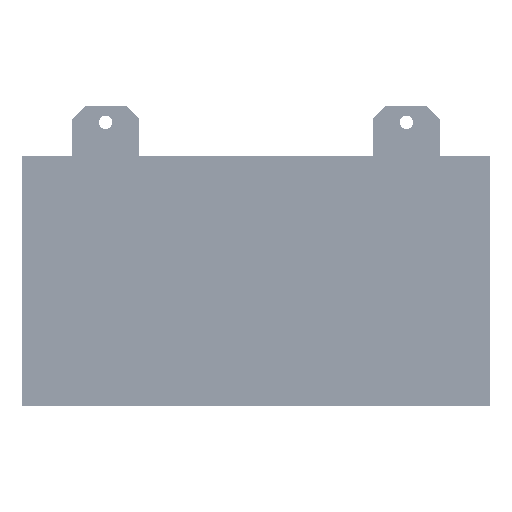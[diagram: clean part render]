
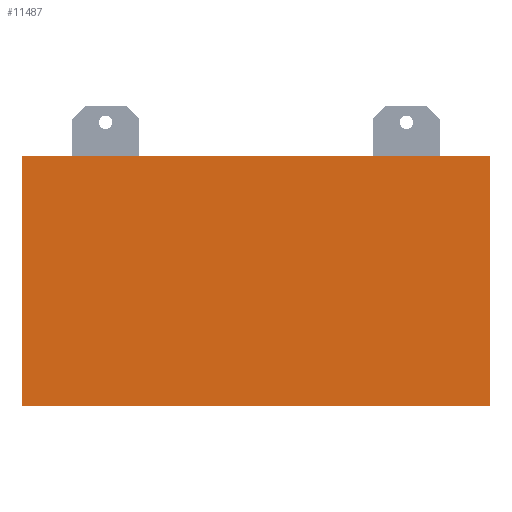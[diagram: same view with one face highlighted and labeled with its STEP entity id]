
A CAD part, front view. The second image highlights one B-rep face of the part: STEP entity #11487.
In plain terms, the highlighted planar face has unit normal (0, -1, 0).
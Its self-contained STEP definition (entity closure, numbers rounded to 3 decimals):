
#153=PLANE('',#12170);
#732=FACE_OUTER_BOUND('',#1378,.T.);
#1378=EDGE_LOOP('',(#9482,#9483,#9484,#9485));
#3172=LINE('',#36268,#3872);
#3176=LINE('',#36276,#3876);
#3179=LINE('',#36282,#3879);
#3182=LINE('',#36287,#3882);
#3872=VECTOR('',#14038,10.);
#3876=VECTOR('',#14044,10.);
#3879=VECTOR('',#14049,10.);
#3882=VECTOR('',#14054,10.);
#5082=VERTEX_POINT('',#36266);
#5083=VERTEX_POINT('',#36267);
#5086=VERTEX_POINT('',#36275);
#5088=VERTEX_POINT('',#36281);
#6748=EDGE_CURVE('',#5082,#5083,#3172,.T.);
#6752=EDGE_CURVE('',#5086,#5082,#3176,.T.);
#6755=EDGE_CURVE('',#5088,#5086,#3179,.T.);
#6758=EDGE_CURVE('',#5083,#5088,#3182,.T.);
#9482=ORIENTED_EDGE('',*,*,#6758,.F.);
#9483=ORIENTED_EDGE('',*,*,#6748,.F.);
#9484=ORIENTED_EDGE('',*,*,#6752,.F.);
#9485=ORIENTED_EDGE('',*,*,#6755,.F.);
#11487=ADVANCED_FACE('',(#732),#153,.F.);
#12170=AXIS2_PLACEMENT_3D('',#36290,#14058,#14059);
#14038=DIRECTION('',(-1.,0.,0.));
#14044=DIRECTION('',(0.,0.,-1.));
#14049=DIRECTION('',(1.,0.,0.));
#14054=DIRECTION('',(0.,0.,1.));
#14058=DIRECTION('center_axis',(0.,1.,0.));
#14059=DIRECTION('ref_axis',(1.,0.,0.));
#36266=CARTESIAN_POINT('',(140.,0.,-75.));
#36267=CARTESIAN_POINT('',(0.,0.,-75.));
#36268=CARTESIAN_POINT('',(140.,0.,-75.));
#36275=CARTESIAN_POINT('',(140.,0.,0.));
#36276=CARTESIAN_POINT('',(140.,0.,0.));
#36281=CARTESIAN_POINT('',(0.,0.,0.));
#36282=CARTESIAN_POINT('',(0.,0.,0.));
#36287=CARTESIAN_POINT('',(0.,0.,-75.));
#36290=CARTESIAN_POINT('Origin',(70.,0.,-37.5));
